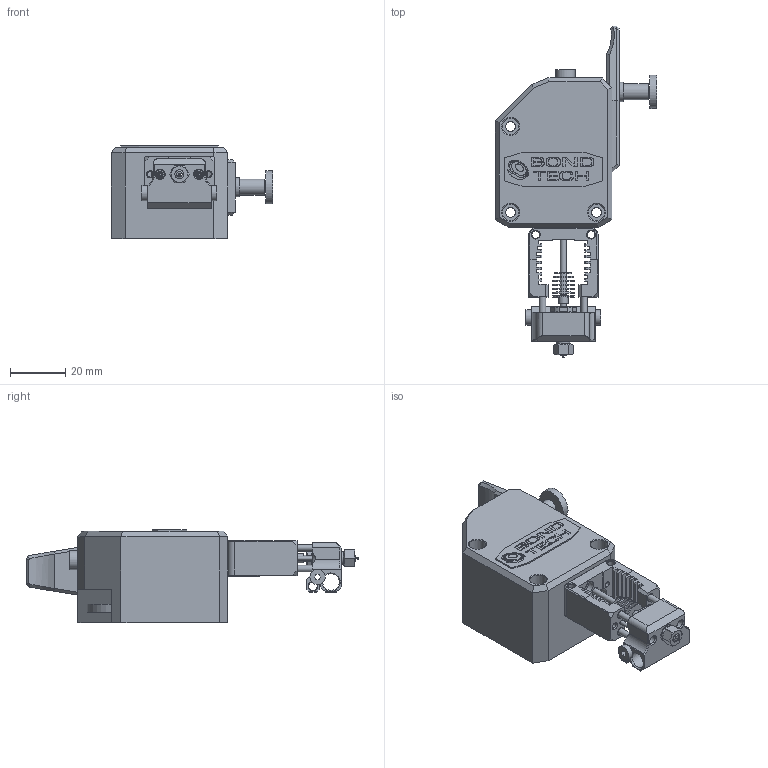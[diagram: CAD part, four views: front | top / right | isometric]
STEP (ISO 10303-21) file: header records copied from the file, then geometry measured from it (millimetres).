
FILE_DESCRIPTION(/* description */ (''),/* implementation_level */ '2;1');
FILE_NAME(/* name */ 'BMG-M+Mosquito.step',/* time_stamp */ '2021-01-10T10:14:08-06:00',/* author */ (''),/* organization */ (''),/* preprocessor_version */ 'ST-DEVELOPER v18.1',/* originating_system */ 'Autodesk Translation Framework v9.7.1.1290',/* authorisation */ '');
FILE_SCHEMA (('AUTOMOTIVE_DESIGN { 1 0 10303 214 3 1 1 }'));
Length unit declared in the file: millimetre
Products named in the file (1): BMG-M+Mosquito
Bounding box: 58.2 x 119.75 x 33.6 mm (x, y, z)
Volume: 67417.5 mm3; surface area: 22354.8 mm2
Topology: 6 solids, 25 shells, 607 faces, 1634 edges, 1087 vertices
Faces by surface type: plane 355, bspline 102, cylinder 95, cone 52, torus 3
Full cylindrical faces by diameter (mm): 0.4 x1, 1.1 x2, 1.4 x2, 1.6 x2, 1.95 x1, 2 x5, 2.05 x4, 2.15 x1, 2.16 x4, 2.18 x1, 2.19 x1, 2.38 x4, 2.8 x6, 3 x1, 3.1 x3, 3.4 x1, 3.5 x4, 4 x1, 4.1 x1, 4.9 x2, 5.5 x2, 5.75 x1, 6 x5, 6.03 x1, 6.2 x1, 7 x3, 7.8 x5, 12 x2, 22 x1
Entity records: 20836 total; most frequent: CARTESIAN_POINT 5981, ORIENTED_EDGE 3174, DIRECTION 2703, EDGE_CURVE 1634, VERTEX_POINT 1087, LINE 1069, VECTOR 1069, AXIS2_PLACEMENT_3D 817
